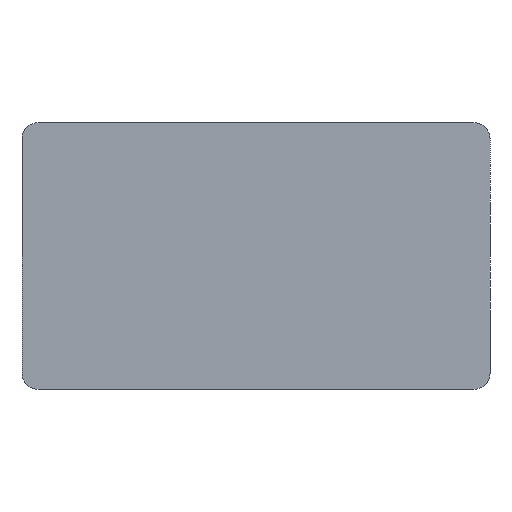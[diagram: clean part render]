
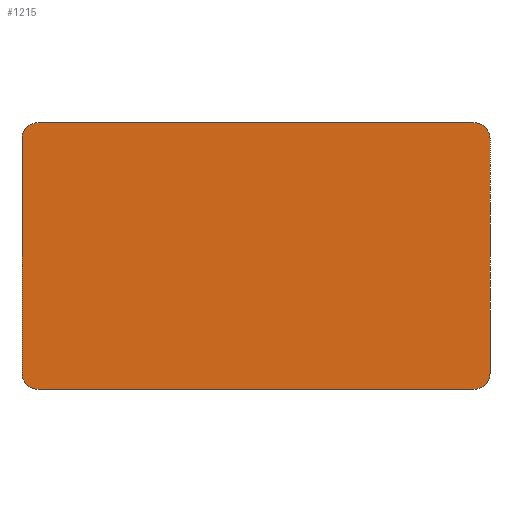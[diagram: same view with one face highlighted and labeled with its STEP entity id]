
A CAD part, front view. The second image highlights one B-rep face of the part: STEP entity #1215.
In plain terms, the highlighted planar face has unit normal (0, -1, 0).
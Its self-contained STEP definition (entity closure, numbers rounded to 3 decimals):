
#17 = CARTESIAN_POINT ( 'NONE',  ( -67., 0., 41. ) ) ;
#35 = VERTEX_POINT ( 'NONE', #363 ) ;
#47 = EDGE_CURVE ( 'NONE', #491, #119, #838, .T. ) ;
#91 = CARTESIAN_POINT ( 'NONE',  ( -67., 0., -36. ) ) ;
#107 = LINE ( 'NONE', #937, #972 ) ;
#108 = VERTEX_POINT ( 'NONE', #946 ) ;
#119 = VERTEX_POINT ( 'NONE', #643 ) ;
#126 = EDGE_LOOP ( 'NONE', ( #943, #775, #498, #1155, #205, #592, #389, #1092 ) ) ;
#139 = AXIS2_PLACEMENT_3D ( 'NONE', #283, #467, #662 ) ;
#157 = EDGE_CURVE ( 'NONE', #108, #948, #479, .T. ) ;
#205 = ORIENTED_EDGE ( 'NONE', *, *, #657, .F. ) ;
#241 = PLANE ( 'NONE',  #1125 ) ;
#283 = CARTESIAN_POINT ( 'NONE',  ( 67., 0., -36. ) ) ;
#295 = EDGE_CURVE ( 'NONE', #35, #531, #932, .T. ) ;
#300 = CARTESIAN_POINT ( 'NONE',  ( 67., 0., 41. ) ) ;
#349 = LINE ( 'NONE', #845, #502 ) ;
#360 = AXIS2_PLACEMENT_3D ( 'NONE', #584, #886, #678 ) ;
#363 = CARTESIAN_POINT ( 'NONE',  ( -72., 0., -36. ) ) ;
#381 = EDGE_CURVE ( 'NONE', #692, #1160, #697, .T. ) ;
#389 = ORIENTED_EDGE ( 'NONE', *, *, #1110, .F. ) ;
#417 = CARTESIAN_POINT ( 'NONE',  ( -67., 0., -41. ) ) ;
#443 = CARTESIAN_POINT ( 'NONE',  ( 72., 0., 36. ) ) ;
#450 = DIRECTION ( 'NONE',  ( 0., 1., 0. ) ) ;
#467 = DIRECTION ( 'NONE',  ( 0., -1., 0. ) ) ;
#479 = CIRCLE ( 'NONE', #139, 5. ) ;
#491 = VERTEX_POINT ( 'NONE', #17 ) ;
#498 = ORIENTED_EDGE ( 'NONE', *, *, #1142, .F. ) ;
#502 = VECTOR ( 'NONE', #1213, 1000. ) ;
#531 = VERTEX_POINT ( 'NONE', #417 ) ;
#584 = CARTESIAN_POINT ( 'NONE',  ( 67., 0., 36. ) ) ;
#592 = ORIENTED_EDGE ( 'NONE', *, *, #47, .T. ) ;
#630 = CARTESIAN_POINT ( 'NONE',  ( -67., 0., 36. ) ) ;
#643 = CARTESIAN_POINT ( 'NONE',  ( -72., 0., 36. ) ) ;
#656 = LINE ( 'NONE', #774, #819 ) ;
#657 = EDGE_CURVE ( 'NONE', #491, #1160, #1162, .T. ) ;
#661 = CARTESIAN_POINT ( 'NONE',  ( 72., 0., 41. ) ) ;
#662 = DIRECTION ( 'NONE',  ( 0., 0., 1. ) ) ;
#678 = DIRECTION ( 'NONE',  ( 0., 0., 1. ) ) ;
#692 = VERTEX_POINT ( 'NONE', #443 ) ;
#697 = CIRCLE ( 'NONE', #360, 5. ) ;
#711 = CARTESIAN_POINT ( 'NONE',  ( 0., 0., 0. ) ) ;
#753 = DIRECTION ( 'NONE',  ( 0., -1., 0. ) ) ;
#760 = DIRECTION ( 'NONE',  ( 0., 0., 1. ) ) ;
#774 = CARTESIAN_POINT ( 'NONE',  ( -72., 0., 41. ) ) ;
#775 = ORIENTED_EDGE ( 'NONE', *, *, #157, .T. ) ;
#785 = DIRECTION ( 'NONE',  ( 1., 0., 0. ) ) ;
#787 = EDGE_CURVE ( 'NONE', #108, #531, #349, .T. ) ;
#799 = VECTOR ( 'NONE', #785, 1000. ) ;
#819 = VECTOR ( 'NONE', #1048, 1000. ) ;
#832 = DIRECTION ( 'NONE',  ( 0., 0., 1. ) ) ;
#838 = CIRCLE ( 'NONE', #1050, 5. ) ;
#845 = CARTESIAN_POINT ( 'NONE',  ( 72., 0., -41. ) ) ;
#886 = DIRECTION ( 'NONE',  ( 0., -1., 0. ) ) ;
#932 = CIRCLE ( 'NONE', #1222, 5. ) ;
#937 = CARTESIAN_POINT ( 'NONE',  ( 72., 0., 41. ) ) ;
#943 = ORIENTED_EDGE ( 'NONE', *, *, #787, .F. ) ;
#946 = CARTESIAN_POINT ( 'NONE',  ( 67., 0., -41. ) ) ;
#948 = VERTEX_POINT ( 'NONE', #1183 ) ;
#972 = VECTOR ( 'NONE', #1036, 1000. ) ;
#999 = DIRECTION ( 'NONE',  ( 0., 0., 1. ) ) ;
#1036 = DIRECTION ( 'NONE',  ( 0., 0., -1. ) ) ;
#1048 = DIRECTION ( 'NONE',  ( 0., 0., 1. ) ) ;
#1050 = AXIS2_PLACEMENT_3D ( 'NONE', #630, #1210, #832 ) ;
#1092 = ORIENTED_EDGE ( 'NONE', *, *, #295, .T. ) ;
#1110 = EDGE_CURVE ( 'NONE', #35, #119, #656, .T. ) ;
#1125 = AXIS2_PLACEMENT_3D ( 'NONE', #711, #450, #999 ) ;
#1142 = EDGE_CURVE ( 'NONE', #692, #948, #107, .T. ) ;
#1155 = ORIENTED_EDGE ( 'NONE', *, *, #381, .T. ) ;
#1160 = VERTEX_POINT ( 'NONE', #300 ) ;
#1162 = LINE ( 'NONE', #661, #799 ) ;
#1183 = CARTESIAN_POINT ( 'NONE',  ( 72., 0., -36. ) ) ;
#1197 = FACE_OUTER_BOUND ( 'NONE', #126, .T. ) ;
#1210 = DIRECTION ( 'NONE',  ( 0., -1., 0. ) ) ;
#1213 = DIRECTION ( 'NONE',  ( -1., 0., 0. ) ) ;
#1215 = ADVANCED_FACE ( 'NONE', ( #1197 ), #241, .F. ) ;
#1222 = AXIS2_PLACEMENT_3D ( 'NONE', #91, #753, #760 ) ;
